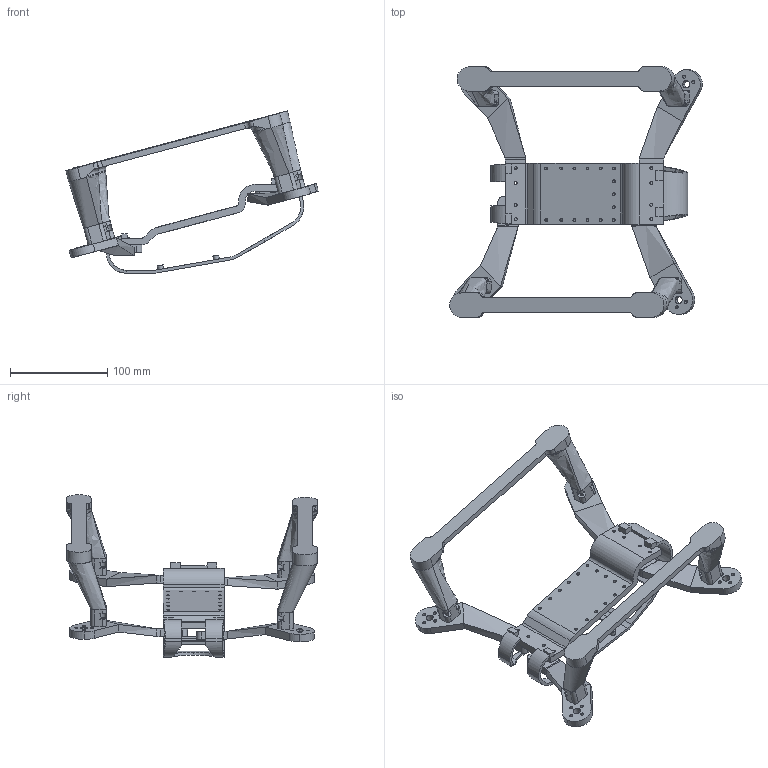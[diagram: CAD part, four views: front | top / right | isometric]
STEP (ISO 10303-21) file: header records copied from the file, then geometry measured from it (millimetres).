
FILE_DESCRIPTION(('FreeCAD Model'),'2;1');
FILE_NAME('Open CASCADE Shape Model','2025-02-27T16:09:36',('Author'),( ''),'Open CASCADE STEP processor 7.8','FreeCAD','Unknown');
FILE_SCHEMA(('AUTOMOTIVE_DESIGN { 1 0 10303 214 1 1 1 1 }'));
Length unit declared in the file: millimetre
Products named in the file (11): AeroAssembly; AeroFrameAssembly; AeroFrame_BottomLeft; AeroFrame_TopLeft; AeroFrame_LandingGear; AeroFrame_Plate; AeroFrame_Cap; MirrorAeroFrameAssembly; MirrorAeroFrame_BottomLeft; MirrorAeroFrame_TopLeft; MirrorAeroFrame_LandingGear
Assembly tree (10 placements, depth 3):
  AeroAssembly
    AeroFrameAssembly
      AeroFrame_BottomLeft
      AeroFrame_TopLeft
      AeroFrame_LandingGear
    AeroFrame_Plate
    AeroFrame_Cap
    MirrorAeroFrameAssembly
      MirrorAeroFrame_BottomLeft
      MirrorAeroFrame_TopLeft
      MirrorAeroFrame_LandingGear
Bounding box: 259.53 x 257.41 x 166.82 mm (x, y, z)
Volume: 376584.2 mm3; surface area: 136096.5 mm2
Topology: 8 solids, 8 shells, 507 faces, 1431 edges, 944 vertices
Faces by surface type: cylinder 280, plane 175, bspline 48, torus 4
Entity records: 19944 total; most frequent: CARTESIAN_POINT 6450, ORIENTED_EDGE 2846, DIRECTION 2655, EDGE_CURVE 1423, AXIS2_PLACEMENT_3D 996, VERTEX_POINT 944, FACE_BOUND 665, EDGE_LOOP 665
